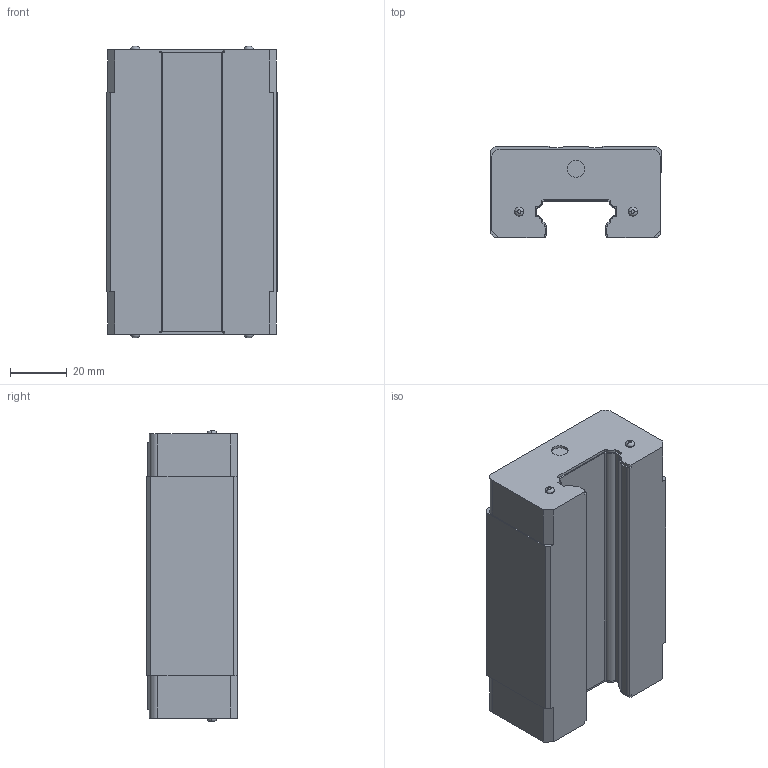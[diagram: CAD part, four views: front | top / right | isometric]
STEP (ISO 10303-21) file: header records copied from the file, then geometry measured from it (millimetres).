
FILE_DESCRIPTION (( 'STEP AP203' ), '1' );
FILE_NAME ('EGH30CA.STEP', '2007-01-12T09:04:51', ( 'HIWIN GmbH' ), ( '77654 Offenburg' ), 'SwSTEP 2.0', 'SolidWorks 2006104', '' );
FILE_SCHEMA (( 'CONFIG_CONTROL_DESIGN' ));
Length unit declared in the file: millimetre
Products named in the file (1): EGH30CA
Bounding box: 60 x 32 x 102.5 mm (x, y, z)
Volume: 155217.1 mm3; surface area: 25721 mm2
Topology: 1 solids, 1 shells, 172 faces, 454 edges, 296 vertices
Faces by surface type: plane 94, cylinder 62, torus 8, cone 8
Entity records: 5407 total; most frequent: DIRECTION 944, CARTESIAN_POINT 935, ORIENTED_EDGE 908, EDGE_CURVE 454, AXIS2_PLACEMENT_3D 321, VECTOR 302, LINE 302, VERTEX_POINT 296
